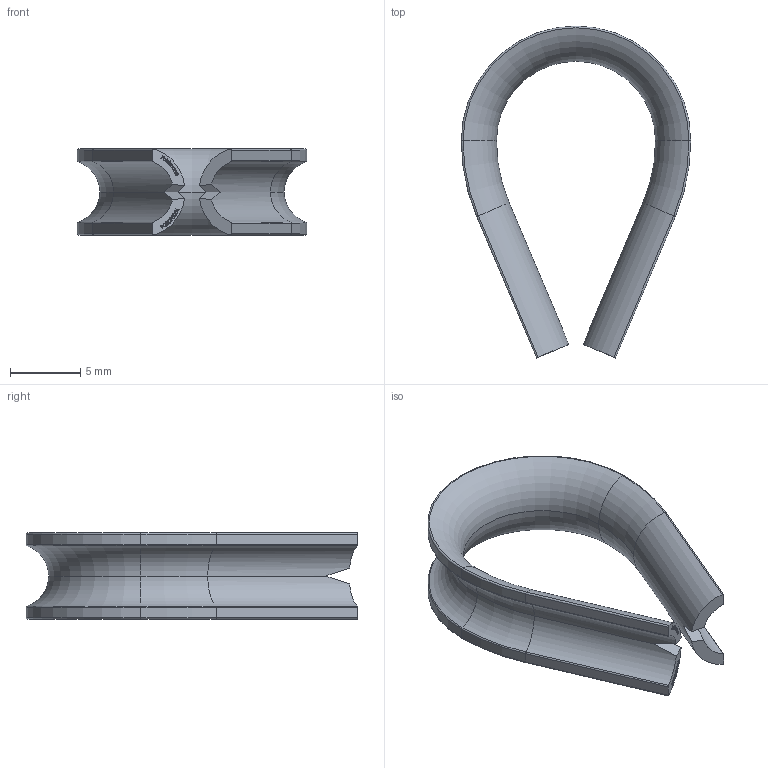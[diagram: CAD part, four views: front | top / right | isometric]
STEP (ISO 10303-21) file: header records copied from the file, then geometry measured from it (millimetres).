
FILE_DESCRIPTION (( 'STEP AP203' ), '1' );
FILE_NAME ('100052004.step', '2019-09-19T14:24:35', ( '' ), ( '' ), 'SwSTEP 2.0', 'SolidWorks 2015', '' );
FILE_SCHEMA (( 'CONFIG_CONTROL_DESIGN' ));
Length unit declared in the file: millimetre
Products named in the file (1): 100052004
Bounding box: 16.3 x 23.58 x 6.11 mm (x, y, z)
Volume: 341.1 mm3; surface area: 874.2 mm2
Topology: 1 solids, 1 shells, 274 faces, 698 edges, 452 vertices
Faces by surface type: plane 123, bspline 107, torus 24, cylinder 20
Entity records: 14907 total; most frequent: CARTESIAN_POINT 8908, ORIENTED_EDGE 1396, DIRECTION 890, EDGE_CURVE 698, VERTEX_POINT 452, VECTOR 398, LINE 398, EDGE_LOOP 300
